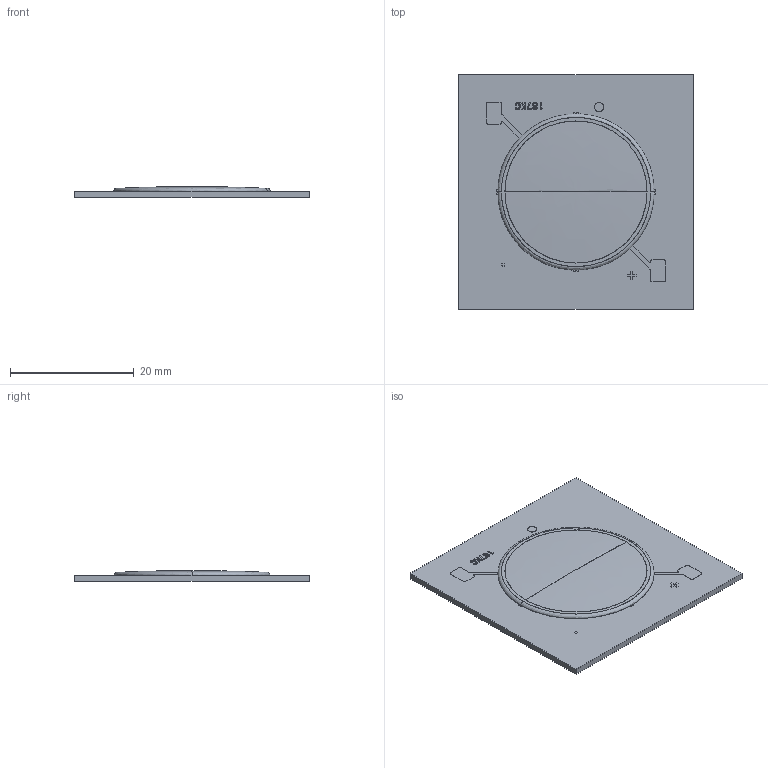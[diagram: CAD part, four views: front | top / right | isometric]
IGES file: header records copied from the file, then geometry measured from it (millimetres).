
Start section: SolidWorks IGES file using analytic representation for surfaces
Global section: file name: H Type.IGS; native system: SolidWorks 2016; preprocessor: SolidWorks 2016; author: j47068; date: 200130.132857; units: millimetre
Bounding box: 38 x 38 x 1.75 mm (x, y, z)
Surface area: 4956.4 mm2 (no closed solid volume)
Topology: 0 solids, 0 shells, 637 faces, 3828 edges, 3827 vertices
Faces by surface type: bspline 610, revolution 27
